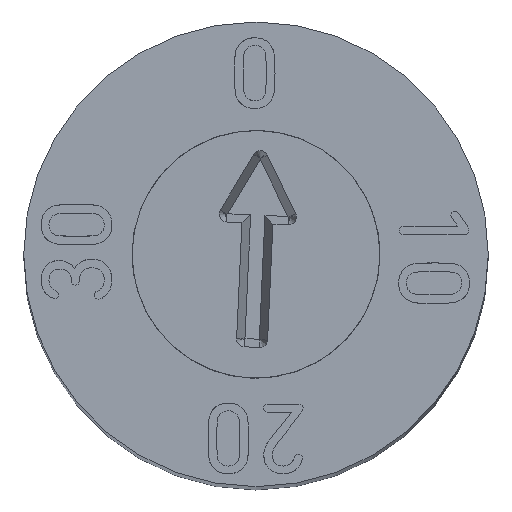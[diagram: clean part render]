
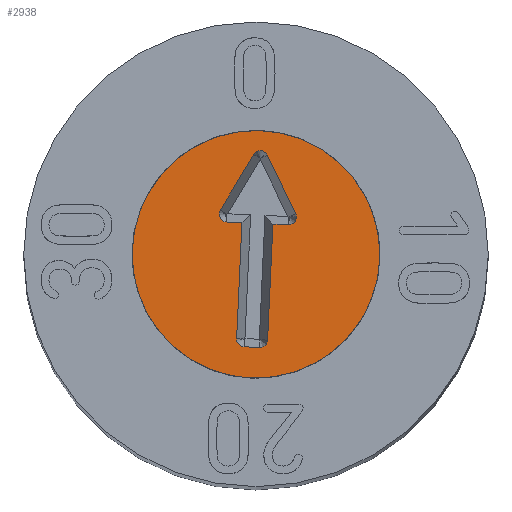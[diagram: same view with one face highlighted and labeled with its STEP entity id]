
A CAD part, top view. The second image highlights one B-rep face of the part: STEP entity #2938.
In plain terms, the highlighted planar face has unit normal (0, 0, 1).
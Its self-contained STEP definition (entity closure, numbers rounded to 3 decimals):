
#72=CIRCLE('',#3075,0.05);
#73=CIRCLE('',#3078,0.05);
#74=CIRCLE('',#3081,0.05);
#75=CIRCLE('',#3085,0.05);
#84=CIRCLE('',#3103,0.8);
#106=FACE_BOUND('',#489,.T.);
#144=PLANE('',#3104);
#307=FACE_OUTER_BOUND('',#488,.T.);
#488=EDGE_LOOP('',(#2642));
#489=EDGE_LOOP('',(#2643,#2644,#2645,#2646,#2647,#2648,#2649,#2650,#2651,
#2652,#2653,#2654));
#651=LINE('',#5812,#840);
#655=LINE('',#5820,#844);
#660=LINE('',#5832,#849);
#665=LINE('',#5844,#854);
#669=LINE('',#5854,#858);
#673=LINE('',#5862,#862);
#676=LINE('',#5869,#865);
#840=VECTOR('',#3388,10.);
#844=VECTOR('',#3394,10.);
#849=VECTOR('',#3405,10.);
#854=VECTOR('',#3416,10.);
#858=VECTOR('',#3426,10.);
#862=VECTOR('',#3432,10.);
#865=VECTOR('',#3441,10.);
#1082=B_SPLINE_CURVE_WITH_KNOTS('',3,(#5799,#5800,#5801,#5802,#5803),
 .UNSPECIFIED.,.F.,.F.,(4,1,4),(1.571,2.244,3.142),
 .UNSPECIFIED.);
#1333=VERTEX_POINT('',#5792);
#1335=VERTEX_POINT('',#5798);
#1336=VERTEX_POINT('',#5806);
#1339=VERTEX_POINT('',#5814);
#1342=VERTEX_POINT('',#5822);
#1343=VERTEX_POINT('',#5826);
#1346=VERTEX_POINT('',#5834);
#1347=VERTEX_POINT('',#5838);
#1350=VERTEX_POINT('',#5846);
#1351=VERTEX_POINT('',#5850);
#1353=VERTEX_POINT('',#5856);
#1356=VERTEX_POINT('',#5864);
#1364=VERTEX_POINT('',#5896);
#1748=EDGE_CURVE('',#1335,#1333,#1082,.T.);
#1753=EDGE_CURVE('',#1336,#1335,#651,.T.);
#1757=EDGE_CURVE('',#1339,#1336,#655,.T.);
#1758=EDGE_CURVE('',#1342,#1339,#72,.T.);
#1763=EDGE_CURVE('',#1343,#1342,#660,.T.);
#1764=EDGE_CURVE('',#1346,#1343,#73,.T.);
#1769=EDGE_CURVE('',#1347,#1346,#665,.T.);
#1770=EDGE_CURVE('',#1350,#1347,#74,.T.);
#1774=EDGE_CURVE('',#1351,#1350,#669,.T.);
#1778=EDGE_CURVE('',#1353,#1351,#673,.T.);
#1779=EDGE_CURVE('',#1356,#1353,#75,.T.);
#1782=EDGE_CURVE('',#1333,#1356,#676,.T.);
#1794=EDGE_CURVE('',#1364,#1364,#84,.T.);
#2642=ORIENTED_EDGE('',*,*,#1794,.F.);
#2643=ORIENTED_EDGE('',*,*,#1748,.T.);
#2644=ORIENTED_EDGE('',*,*,#1782,.T.);
#2645=ORIENTED_EDGE('',*,*,#1779,.T.);
#2646=ORIENTED_EDGE('',*,*,#1778,.T.);
#2647=ORIENTED_EDGE('',*,*,#1774,.T.);
#2648=ORIENTED_EDGE('',*,*,#1770,.T.);
#2649=ORIENTED_EDGE('',*,*,#1769,.T.);
#2650=ORIENTED_EDGE('',*,*,#1764,.T.);
#2651=ORIENTED_EDGE('',*,*,#1763,.T.);
#2652=ORIENTED_EDGE('',*,*,#1758,.T.);
#2653=ORIENTED_EDGE('',*,*,#1757,.T.);
#2654=ORIENTED_EDGE('',*,*,#1753,.T.);
#2938=ADVANCED_FACE('',(#307,#106),#144,.F.);
#3075=AXIS2_PLACEMENT_3D('',#5823,#3397,#3398);
#3078=AXIS2_PLACEMENT_3D('',#5835,#3408,#3409);
#3081=AXIS2_PLACEMENT_3D('',#5847,#3419,#3420);
#3085=AXIS2_PLACEMENT_3D('',#5865,#3435,#3436);
#3103=AXIS2_PLACEMENT_3D('',#5897,#3477,#3478);
#3104=AXIS2_PLACEMENT_3D('',#5899,#3480,#3481);
#3388=DIRECTION('',(0.,1.,0.));
#3394=DIRECTION('',(1.,0.,0.));
#3397=DIRECTION('center_axis',(0.,0.,-1.));
#3398=DIRECTION('ref_axis',(0.,-1.,0.));
#3405=DIRECTION('',(-0.476,0.88,0.));
#3408=DIRECTION('center_axis',(0.,0.,-1.));
#3409=DIRECTION('ref_axis',(0.88,0.476,0.));
#3416=DIRECTION('',(-0.476,-0.88,0.));
#3419=DIRECTION('center_axis',(0.,0.,-1.));
#3420=DIRECTION('ref_axis',(-0.88,0.476,0.));
#3426=DIRECTION('',(1.,0.,0.));
#3432=DIRECTION('',(0.,-1.,0.));
#3435=DIRECTION('center_axis',(0.,0.,-1.));
#3436=DIRECTION('ref_axis',(-1.,0.,0.));
#3441=DIRECTION('',(1.,0.,0.));
#3477=DIRECTION('center_axis',(0.,0.,-1.));
#3478=DIRECTION('ref_axis',(-1.,0.,0.));
#3480=DIRECTION('center_axis',(0.,0.,-1.));
#3481=DIRECTION('ref_axis',(-1.,0.,0.));
#5792=CARTESIAN_POINT('',(-0.05,0.6,2.));
#5798=CARTESIAN_POINT('',(-0.1,0.55,2.));
#5799=CARTESIAN_POINT('Ctrl Pts',(-0.1,0.55,2.));
#5800=CARTESIAN_POINT('Ctrl Pts',(-0.1,0.561,2.));
#5801=CARTESIAN_POINT('Ctrl Pts',(-0.091,0.587,
2.));
#5802=CARTESIAN_POINT('Ctrl Pts',(-0.065,0.6,2.));
#5803=CARTESIAN_POINT('Ctrl Pts',(-0.05,0.6,2.));
#5806=CARTESIAN_POINT('',(-0.1,-0.2,2.));
#5812=CARTESIAN_POINT('',(-0.1,0.275,2.));
#5814=CARTESIAN_POINT('',(-0.2,-0.2,2.));
#5820=CARTESIAN_POINT('',(-0.05,-0.2,2.));
#5822=CARTESIAN_POINT('',(-0.244,-0.274,2.));
#5823=CARTESIAN_POINT('Origin',(-0.2,-0.25,2.));
#5826=CARTESIAN_POINT('',(-0.044,-0.644,2.));
#5832=CARTESIAN_POINT('',(-0.274,-0.219,2.));
#5834=CARTESIAN_POINT('',(0.044,-0.644,2.));
#5835=CARTESIAN_POINT('Origin',(0.,-0.62,
2.));
#5838=CARTESIAN_POINT('',(0.244,-0.274,2.));
#5844=CARTESIAN_POINT('',(0.174,-0.404,2.));
#5846=CARTESIAN_POINT('',(0.2,-0.2,2.));
#5847=CARTESIAN_POINT('Origin',(0.2,-0.25,2.));
#5850=CARTESIAN_POINT('',(0.1,-0.2,2.));
#5854=CARTESIAN_POINT('',(0.1,-0.2,2.));
#5856=CARTESIAN_POINT('',(0.1,0.55,2.));
#5862=CARTESIAN_POINT('',(0.1,-0.1,2.));
#5864=CARTESIAN_POINT('',(0.05,0.6,2.));
#5865=CARTESIAN_POINT('Origin',(0.05,0.55,2.));
#5869=CARTESIAN_POINT('',(0.,0.6,2.));
#5896=CARTESIAN_POINT('',(0.8,0.,2.));
#5897=CARTESIAN_POINT('Origin',(0.,0.,2.));
#5899=CARTESIAN_POINT('Origin',(0.,0.,2.));
